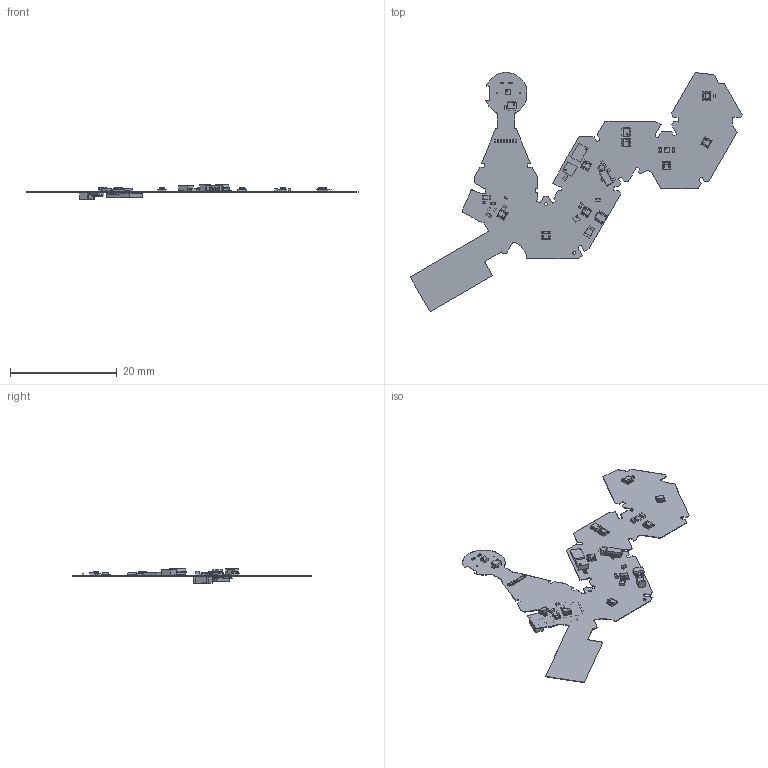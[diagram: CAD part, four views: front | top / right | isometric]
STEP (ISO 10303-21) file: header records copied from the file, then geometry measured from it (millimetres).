
FILE_DESCRIPTION(('KiCad electronic assembly'),'2;1');
FILE_NAME('Main.step','2025-10-03T12:12:19',('Pcbnew'),('Kicad'), 'Open CASCADE STEP processor 7.8','KiCad to STEP converter','Unknown' );
FILE_SCHEMA(('AUTOMOTIVE_DESIGN { 1 0 10303 214 1 1 1 1 }'));
Length unit declared in the file: millimetre
Products named in the file (21): Main 1; TX1812MJA5 v1; C_0402_1005Metric; TDFN8-2x3; SOT-553; AW35122 v0; L_0603_1608Metric; R_0201_0603Metric; C_0201_0603Metric; FBP1_1-4; SOT-363_SC-70-6; L_0201_0603Metric; LGA-12_2x2mm_P0.5mm; C_0805_2012Metric; C_0603_1608Metric; SOT-23; UDFN-4-1EP_1x1mm_P0.65mm_EP0.48x0.48mm; QFN-32-1EP_5x5mm_P0.5mm_EP3.3x3.3mm; FL3200037 v2; AMCA31-2R450G-SIF-T3 v1; Main_PCB
Assembly tree (59 placements, depth 2):
  Main 1
    TX1812MJA5 v1  x8
    C_0402_1005Metric  x6
    TDFN8-2x3
    SOT-553  x2
    AW35122 v0
    L_0603_1608Metric
    R_0201_0603Metric  x14
    C_0201_0603Metric  x13
    FBP1_1-4
    SOT-363_SC-70-6
    L_0201_0603Metric  x2
    LGA-12_2x2mm_P0.5mm
    C_0805_2012Metric
    C_0603_1608Metric
    SOT-23
    UDFN-4-1EP_1x1mm_P0.65mm_EP0.48x0.48mm
    QFN-32-1EP_5x5mm_P0.5mm_EP3.3x3.3mm
    FL3200037 v2
    AMCA31-2R450G-SIF-T3 v1
    Main_PCB
Bounding box: 62.3 x 44.88 x 2.73 mm (x, y, z)
Volume: 168.9 mm3; surface area: 2299.3 mm2
Topology: 78 solids, 78 shells, 2345 faces, 6020 edges, 3902 vertices
Faces by surface type: plane 1548, cylinder 650, bspline 147
Full cylindrical faces by diameter (mm): 0.2 x3, 0.25 x5, 0.35 x1, 0.5 x3
Entity records: 39126 total; most frequent: CARTESIAN_POINT 7150, ORIENTED_EDGE 5504, DIRECTION 5200, EDGE_CURVE 2752, LINE 2196, VECTOR 2196, VERTEX_POINT 1786, AXIS2_PLACEMENT_3D 1502
